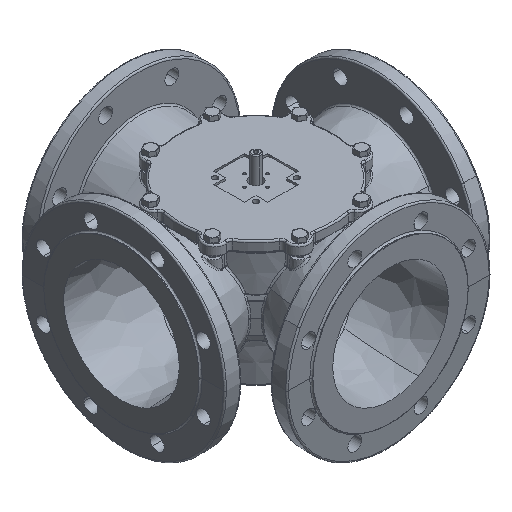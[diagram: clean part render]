
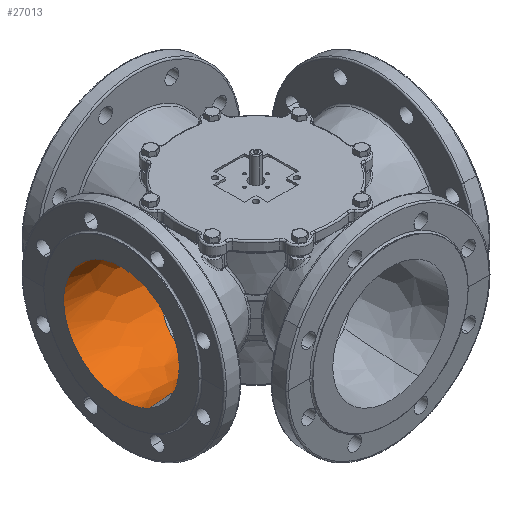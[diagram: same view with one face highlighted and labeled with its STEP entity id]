
A CAD part, isometric view. The second image highlights one B-rep face of the part: STEP entity #27013.
In plain terms, the highlighted face is a revolution surface.
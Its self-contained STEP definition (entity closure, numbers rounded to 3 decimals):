
#26508=CARTESIAN_POINT('Control Point',(-73.374,57.,0.)) ;
#26509=CARTESIAN_POINT('Control Point',(-73.374,57.,5.144)) ;
#26510=CARTESIAN_POINT('Control Point',(-73.252,56.335,10.287)) ;
#26511=CARTESIAN_POINT('Control Point',(-73.011,55.009,15.291)) ;
#26512=CARTESIAN_POINT('Control Point',(-72.684,53.076,20.053)) ;
#26513=CARTESIAN_POINT('Vertex',(-73.374,57.,0.)) ;
#26515=CARTESIAN_POINT('Vertex',(-72.684,53.076,20.053)) ;
#26547=CARTESIAN_POINT('Control Point',(-73.374,57.,0.)) ;
#26548=CARTESIAN_POINT('Control Point',(-73.374,57.,-5.144)) ;
#26549=CARTESIAN_POINT('Control Point',(-73.252,56.335,-10.287)) ;
#26550=CARTESIAN_POINT('Control Point',(-73.011,55.009,-15.291)) ;
#26551=CARTESIAN_POINT('Control Point',(-72.684,53.076,-20.053)) ;
#26552=CARTESIAN_POINT('Vertex',(-72.684,53.076,-20.053)) ;
#26661=CARTESIAN_POINT('Vertex',(-90.,0.,-62.694)) ;
#26665=CARTESIAN_POINT('Control Point',(-90.,0.,-62.694)) ;
#26666=CARTESIAN_POINT('Control Point',(-90.,-6.356,-62.694)) ;
#26667=CARTESIAN_POINT('Control Point',(-89.439,-12.714,-61.716)) ;
#26668=CARTESIAN_POINT('Control Point',(-88.315,-18.768,-59.757)) ;
#26669=CARTESIAN_POINT('Control Point',(-86.815,-24.313,-57.023)) ;
#26670=CARTESIAN_POINT('Control Point',(-85.094,-29.309,-53.65)) ;
#26671=CARTESIAN_POINT('Vertex',(-85.094,-29.309,-53.65)) ;
#26805=CARTESIAN_POINT('Vertex',(-85.094,29.309,53.65)) ;
#26809=CARTESIAN_POINT('Control Point',(-72.684,53.076,20.053)) ;
#26810=CARTESIAN_POINT('Control Point',(-74.406,50.717,28.153)) ;
#26811=CARTESIAN_POINT('Control Point',(-76.872,47.139,35.811)) ;
#26812=CARTESIAN_POINT('Control Point',(-79.756,42.398,42.768)) ;
#26813=CARTESIAN_POINT('Control Point',(-82.647,36.413,48.855)) ;
#26814=CARTESIAN_POINT('Control Point',(-85.094,29.309,53.65)) ;
#26817=CARTESIAN_POINT('Control Point',(-90.,0.,-62.694)) ;
#26818=CARTESIAN_POINT('Control Point',(-90.,3.071,-62.694)) ;
#26819=CARTESIAN_POINT('Control Point',(-89.869,6.143,-62.465)) ;
#26820=CARTESIAN_POINT('Control Point',(-89.607,9.181,-62.008)) ;
#26821=CARTESIAN_POINT('Control Point',(-88.873,14.878,-60.716)) ;
#26822=CARTESIAN_POINT('Control Point',(-87.747,20.263,-58.682)) ;
#26823=CARTESIAN_POINT('Control Point',(-87.132,22.748,-57.551)) ;
#26824=CARTESIAN_POINT('Control Point',(-85.7,27.775,-54.867)) ;
#26825=CARTESIAN_POINT('Control Point',(-84.046,32.338,-51.601)) ;
#26826=CARTESIAN_POINT('Control Point',(-83.134,34.598,-49.74)) ;
#26827=CARTESIAN_POINT('Control Point',(-80.273,41.08,-43.663)) ;
#26828=CARTESIAN_POINT('Control Point',(-77.346,46.249,-36.503)) ;
#26829=CARTESIAN_POINT('Control Point',(-75.494,49.126,-31.303)) ;
#26830=CARTESIAN_POINT('Control Point',(-73.903,51.406,-25.789)) ;
#26831=CARTESIAN_POINT('Control Point',(-72.684,53.076,-20.053)) ;
#26956=CARTESIAN_POINT('Control Point',(-175.,0.,75.066)) ;
#26957=CARTESIAN_POINT('Control Point',(-148.862,0.,75.313)) ;
#26958=CARTESIAN_POINT('Control Point',(-122.692,0.,72.307)) ;
#26959=CARTESIAN_POINT('Control Point',(-97.105,0.,66.042)) ;
#26960=CARTESIAN_POINT('Control Point',(-72.679,0.,56.736)) ;
#26961=CARTESIAN_POINT('Axis1P Location',(-99.5,0.,0.)) ;
#26966=CARTESIAN_POINT('Control Point',(-175.,35.989,65.877)) ;
#26967=CARTESIAN_POINT('Control Point',(-175.,44.932,60.991)) ;
#26968=CARTESIAN_POINT('Control Point',(-175.,53.047,54.587)) ;
#26969=CARTESIAN_POINT('Control Point',(-175.,59.988,46.853)) ;
#26970=CARTESIAN_POINT('Control Point',(-175.,68.225,33.717)) ;
#26971=CARTESIAN_POINT('Control Point',(-175.,72.866,19.094)) ;
#26972=CARTESIAN_POINT('Control Point',(-175.,73.995,14.1)) ;
#26973=CARTESIAN_POINT('Control Point',(-175.,76.094,-1.098)) ;
#26974=CARTESIAN_POINT('Control Point',(-175.,74.307,-16.5)) ;
#26975=CARTESIAN_POINT('Control Point',(-175.,71.367,-26.468)) ;
#26976=CARTESIAN_POINT('Control Point',(-175.,62.223,-45.01)) ;
#26977=CARTESIAN_POINT('Control Point',(-175.,47.474,-59.497)) ;
#26978=CARTESIAN_POINT('Control Point',(-175.,38.927,-65.409)) ;
#26979=CARTESIAN_POINT('Control Point',(-175.,18.968,-74.657)) ;
#26980=CARTESIAN_POINT('Control Point',(-175.,-3.049,-76.346)) ;
#26981=CARTESIAN_POINT('Control Point',(-175.,-14.756,-74.969)) ;
#26982=CARTESIAN_POINT('Control Point',(-175.,-25.9,-71.389)) ;
#26983=CARTESIAN_POINT('Control Point',(-175.,-35.989,-65.877)) ;
#26984=CARTESIAN_POINT('Vertex',(-175.,35.989,65.877)) ;
#26986=CARTESIAN_POINT('Vertex',(-175.,-35.989,-65.877)) ;
#26990=CARTESIAN_POINT('Control Point',(-175.,-35.989,-65.877)) ;
#26991=CARTESIAN_POINT('Control Point',(-152.155,-36.092,-66.066)) ;
#26992=CARTESIAN_POINT('Control Point',(-129.286,-35.004,-64.075)) ;
#26993=CARTESIAN_POINT('Control Point',(-106.802,-32.723,-59.899)) ;
#26994=CARTESIAN_POINT('Control Point',(-85.094,-29.309,-53.65)) ;
#26997=CARTESIAN_POINT('Control Point',(-175.,35.989,65.877)) ;
#26998=CARTESIAN_POINT('Control Point',(-152.155,36.092,66.066)) ;
#26999=CARTESIAN_POINT('Control Point',(-129.286,35.004,64.075)) ;
#27000=CARTESIAN_POINT('Control Point',(-106.802,32.723,59.899)) ;
#27001=CARTESIAN_POINT('Control Point',(-85.094,29.309,53.65)) ;
#26962=DIRECTION('Axis1P Direction',(-1.,0.,0.)) ;
#27004=ORIENTED_EDGE('',*,*,#26988,.T.) ;
#27005=ORIENTED_EDGE('',*,*,#26995,.T.) ;
#27006=ORIENTED_EDGE('',*,*,#26673,.F.) ;
#27007=ORIENTED_EDGE('',*,*,#26832,.T.) ;
#27008=ORIENTED_EDGE('',*,*,#26554,.F.) ;
#27009=ORIENTED_EDGE('',*,*,#26517,.T.) ;
#27010=ORIENTED_EDGE('',*,*,#26815,.T.) ;
#27011=ORIENTED_EDGE('',*,*,#27002,.F.) ;
#27013=ADVANCED_FACE('Body.2',(#27012),#26964,.T.) ;
#26963=AXIS1_PLACEMENT('Revolution Surface Axis1P',#26961,#26962) ;
#26507=B_SPLINE_CURVE_WITH_KNOTS('',4,(#26508,#26509,#26510,#26511,#26512),.UNSPECIFIED.,.F.,.U.,(5,5),(0.,36.383),.UNSPECIFIED.) ;
#26546=B_SPLINE_CURVE_WITH_KNOTS('',4,(#26547,#26548,#26549,#26550,#26551),.UNSPECIFIED.,.F.,.U.,(5,5),(0.,36.383),.UNSPECIFIED.) ;
#26664=B_SPLINE_CURVE_WITH_KNOTS('',5,(#26665,#26666,#26667,#26668,#26669,#26670),.UNSPECIFIED.,.F.,.U.,(6,6),(0.,43.463),.UNSPECIFIED.) ;
#26808=B_SPLINE_CURVE_WITH_KNOTS('',5,(#26809,#26810,#26811,#26812,#26813,#26814),.UNSPECIFIED.,.F.,.U.,(6,6),(2.669,64.457),.UNSPECIFIED.) ;
#26816=B_SPLINE_CURVE_WITH_KNOTS('',5,(#26817,#26818,#26819,#26820,#26821,#26822,#26823,#26824,#26825,#26826,#26827,#26828,#26829,#26830,#26831),.UNSPECIFIED.,.F.,.U.,(6,3,3,3,6),(0.,21.003,40.219,61.499,105.251),.UNSPECIFIED.) ;
#26955=B_SPLINE_CURVE_WITH_KNOTS('',4,(#26956,#26957,#26958,#26959,#26960),.UNSPECIFIED.,.F.,.U.,(5,5),(437.178,541.735),.UNSPECIFIED.) ;
#26965=B_SPLINE_CURVE_WITH_KNOTS('',5,(#26966,#26967,#26968,#26969,#26970,#26971,#26972,#26973,#26974,#26975,#26976,#26977,#26978,#26979,#26980,#26981,#26982,#26983),.UNSPECIFIED.,.F.,.U.,(6,3,3,3,3,6),(0.,64.598,96.897,161.496,226.094,298.965),.UNSPECIFIED.) ;
#26989=B_SPLINE_CURVE_WITH_KNOTS('',4,(#26990,#26991,#26992,#26993,#26994),.UNSPECIFIED.,.F.,.U.,(5,5),(437.178,528.562),.UNSPECIFIED.) ;
#26996=B_SPLINE_CURVE_WITH_KNOTS('',4,(#26997,#26998,#26999,#27000,#27001),.UNSPECIFIED.,.F.,.U.,(5,5),(437.178,528.562),.UNSPECIFIED.) ;
#26517=EDGE_CURVE('',#26514,#26516,#26507,.T.) ;
#26554=EDGE_CURVE('',#26514,#26553,#26546,.T.) ;
#26673=EDGE_CURVE('',#26662,#26672,#26664,.T.) ;
#26815=EDGE_CURVE('',#26516,#26806,#26808,.T.) ;
#26832=EDGE_CURVE('',#26662,#26553,#26816,.T.) ;
#26988=EDGE_CURVE('',#26985,#26987,#26965,.T.) ;
#26995=EDGE_CURVE('',#26987,#26672,#26989,.T.) ;
#27002=EDGE_CURVE('',#26985,#26806,#26996,.T.) ;
#27003=EDGE_LOOP('',(#27004,#27005,#27006,#27007,#27008,#27009,#27010,#27011)) ;
#27012=FACE_OUTER_BOUND('',#27003,.T.) ;
#26964=SURFACE_OF_REVOLUTION('Surface of Revolution',#26955,#26963) ;
#26514=VERTEX_POINT('',#26513) ;
#26516=VERTEX_POINT('',#26515) ;
#26553=VERTEX_POINT('',#26552) ;
#26662=VERTEX_POINT('',#26661) ;
#26672=VERTEX_POINT('',#26671) ;
#26806=VERTEX_POINT('',#26805) ;
#26985=VERTEX_POINT('',#26984) ;
#26987=VERTEX_POINT('',#26986) ;
